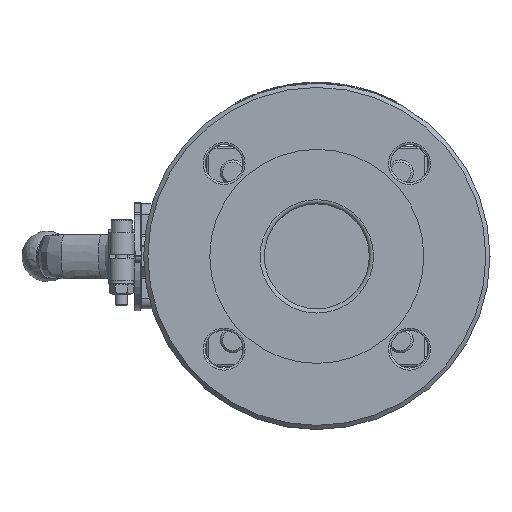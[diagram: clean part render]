
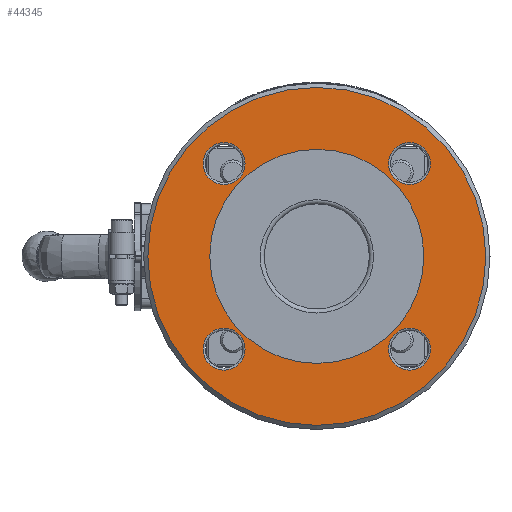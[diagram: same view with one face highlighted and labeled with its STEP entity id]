
A CAD part, left-side view. The second image highlights one B-rep face of the part: STEP entity #44345.
In plain terms, the highlighted planar face has unit normal (-1, 0, 0).
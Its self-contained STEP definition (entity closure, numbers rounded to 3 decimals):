
#229 = EDGE_CURVE ( 'NONE', #18465, #18465, #9168, .T. ) ;
#1079 = ORIENTED_EDGE ( 'NONE', *, *, #43651, .T. ) ;
#1960 = DIRECTION ( 'NONE',  ( 1., 0., 0. ) ) ;
#1998 = AXIS2_PLACEMENT_3D ( 'NONE', #46289, #20737, #30292 ) ;
#2706 = CARTESIAN_POINT ( 'NONE',  ( -57.5, -9.194, -44.194 ) ) ;
#3608 = CARTESIAN_POINT ( 'NONE',  ( -57.5, 79.194, 44.194 ) ) ;
#5288 = CARTESIAN_POINT ( 'NONE',  ( -57.5, 79.194, -34.194 ) ) ;
#5900 = CARTESIAN_POINT ( 'NONE',  ( -57.5, -9.194, 44.194 ) ) ;
#6592 = EDGE_LOOP ( 'NONE', ( #46750 ) ) ;
#7327 = DIRECTION ( 'NONE',  ( 1., 0., 0. ) ) ;
#8033 = EDGE_LOOP ( 'NONE', ( #16715 ) ) ;
#8159 = FACE_BOUND ( 'NONE', #44191, .T. ) ;
#8763 = CIRCLE ( 'NONE', #49034, 51. ) ;
#9007 = AXIS2_PLACEMENT_3D ( 'NONE', #21301, #38435, #51635 ) ;
#9168 = CIRCLE ( 'NONE', #24355, 10. ) ;
#9360 = EDGE_CURVE ( 'NONE', #11014, #11014, #8763, .T. ) ;
#10351 = DIRECTION ( 'NONE',  ( 0., 0., 1. ) ) ;
#11014 = VERTEX_POINT ( 'NONE', #31788 ) ;
#12636 = FACE_BOUND ( 'NONE', #27044, .T. ) ;
#13227 = CARTESIAN_POINT ( 'NONE',  ( -57.5, -9.194, 54.194 ) ) ;
#15281 = AXIS2_PLACEMENT_3D ( 'NONE', #2706, #19805, #48729 ) ;
#15314 = EDGE_CURVE ( 'NONE', #36285, #36285, #41579, .T. ) ;
#15730 = DIRECTION ( 'NONE',  ( 0., 1., 0. ) ) ;
#16715 = ORIENTED_EDGE ( 'NONE', *, *, #229, .T. ) ;
#17408 = AXIS2_PLACEMENT_3D ( 'NONE', #3608, #20682, #37839 ) ;
#17715 = VERTEX_POINT ( 'NONE', #31160 ) ;
#18465 = VERTEX_POINT ( 'NONE', #5288 ) ;
#18541 = VERTEX_POINT ( 'NONE', #13227 ) ;
#18859 = CIRCLE ( 'NONE', #15281, 10. ) ;
#19425 = ORIENTED_EDGE ( 'NONE', *, *, #21264, .F. ) ;
#19631 = CARTESIAN_POINT ( 'NONE',  ( -57.5, 79.194, -44.194 ) ) ;
#19805 = DIRECTION ( 'NONE',  ( 1., 0., 0. ) ) ;
#20682 = DIRECTION ( 'NONE',  ( 1., 0., 0. ) ) ;
#20737 = DIRECTION ( 'NONE',  ( 1., 0., 0. ) ) ;
#21264 = EDGE_CURVE ( 'NONE', #33713, #33713, #34228, .T. ) ;
#21301 = CARTESIAN_POINT ( 'NONE',  ( -57.5, 100.75, 0. ) ) ;
#21595 = FACE_BOUND ( 'NONE', #39447, .T. ) ;
#21866 = FACE_OUTER_BOUND ( 'NONE', #34671, .T. ) ;
#24355 = AXIS2_PLACEMENT_3D ( 'NONE', #19631, #54719, #40946 ) ;
#27044 = EDGE_LOOP ( 'NONE', ( #1079 ) ) ;
#29469 = PLANE ( 'NONE',  #9007 ) ;
#30292 = DIRECTION ( 'NONE',  ( 0., 1., 0. ) ) ;
#31160 = CARTESIAN_POINT ( 'NONE',  ( -57.5, -9.194, -34.194 ) ) ;
#31788 = CARTESIAN_POINT ( 'NONE',  ( -57.5, 86., 0. ) ) ;
#32991 = ORIENTED_EDGE ( 'NONE', *, *, #9360, .T. ) ;
#33686 = CARTESIAN_POINT ( 'NONE',  ( -57.5, 35., 0. ) ) ;
#33713 = VERTEX_POINT ( 'NONE', #50822 ) ;
#34228 = CIRCLE ( 'NONE', #1998, 80.5 ) ;
#34671 = EDGE_LOOP ( 'NONE', ( #19425 ) ) ;
#36285 = VERTEX_POINT ( 'NONE', #41002 ) ;
#37839 = DIRECTION ( 'NONE',  ( 0., 0., 1. ) ) ;
#38169 = FACE_BOUND ( 'NONE', #6592, .T. ) ;
#38435 = DIRECTION ( 'NONE',  ( -1., 0., 0. ) ) ;
#39447 = EDGE_LOOP ( 'NONE', ( #32991 ) ) ;
#40946 = DIRECTION ( 'NONE',  ( 0., 0., 1. ) ) ;
#41002 = CARTESIAN_POINT ( 'NONE',  ( -57.5, 79.194, 54.194 ) ) ;
#41579 = CIRCLE ( 'NONE', #17408, 10. ) ;
#42626 = EDGE_CURVE ( 'NONE', #17715, #17715, #18859, .T. ) ;
#43651 = EDGE_CURVE ( 'NONE', #18541, #18541, #46697, .T. ) ;
#44191 = EDGE_LOOP ( 'NONE', ( #54650 ) ) ;
#44345 = ADVANCED_FACE ( 'NONE', ( #21866, #8159, #12636, #38169, #46856, #21595 ), #29469, .T. ) ;
#46289 = CARTESIAN_POINT ( 'NONE',  ( -57.5, 35., 0. ) ) ;
#46697 = CIRCLE ( 'NONE', #49364, 10. ) ;
#46750 = ORIENTED_EDGE ( 'NONE', *, *, #42626, .T. ) ;
#46856 = FACE_BOUND ( 'NONE', #8033, .T. ) ;
#48729 = DIRECTION ( 'NONE',  ( 0., 0., 1. ) ) ;
#49034 = AXIS2_PLACEMENT_3D ( 'NONE', #33686, #7327, #15730 ) ;
#49364 = AXIS2_PLACEMENT_3D ( 'NONE', #5900, #1960, #10351 ) ;
#50822 = CARTESIAN_POINT ( 'NONE',  ( -57.5, 115.5, 0. ) ) ;
#51635 = DIRECTION ( 'NONE',  ( 0., 0., 1. ) ) ;
#54650 = ORIENTED_EDGE ( 'NONE', *, *, #15314, .T. ) ;
#54719 = DIRECTION ( 'NONE',  ( 1., 0., 0. ) ) ;
